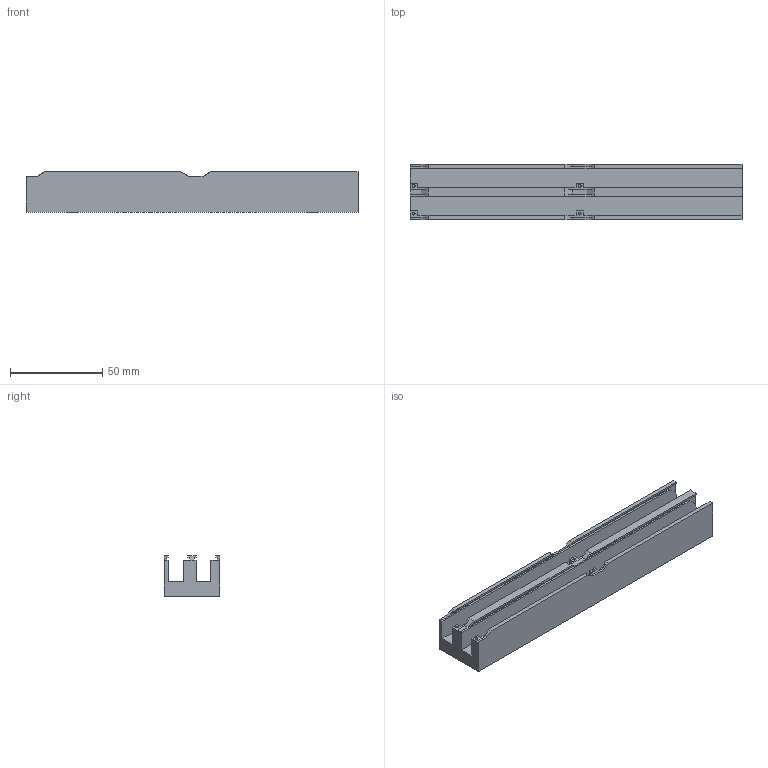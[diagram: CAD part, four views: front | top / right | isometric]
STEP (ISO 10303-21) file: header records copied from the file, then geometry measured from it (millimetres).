
FILE_DESCRIPTION(('FreeCAD Model'),'2;1');
FILE_NAME('Open CASCADE Shape Model','2024-05-03T14:38:15',(''),(''), 'Open CASCADE STEP processor 7.6','FreeCAD','Unknown');
FILE_SCHEMA(('AUTOMOTIVE_DESIGN { 1 0 10303 214 1 1 1 1 }'));
Length unit declared in the file: millimetre
Products named in the file (1): Body
Bounding box: 180 x 30 x 22 mm (x, y, z)
Volume: 64494.4 mm3; surface area: 31076 mm2
Topology: 1 solids, 1 shells, 108 faces, 270 edges, 172 vertices
Faces by surface type: plane 92, cylinder 12, cone 4
Full cylindrical faces by diameter (mm): 1.5 x4, 4 x4
Entity records: 3172 total; most frequent: CARTESIAN_POINT 551, ORIENTED_EDGE 540, DIRECTION 516, EDGE_CURVE 270, LINE 242, VECTOR 242, VERTEX_POINT 172, AXIS2_PLACEMENT_3D 137
